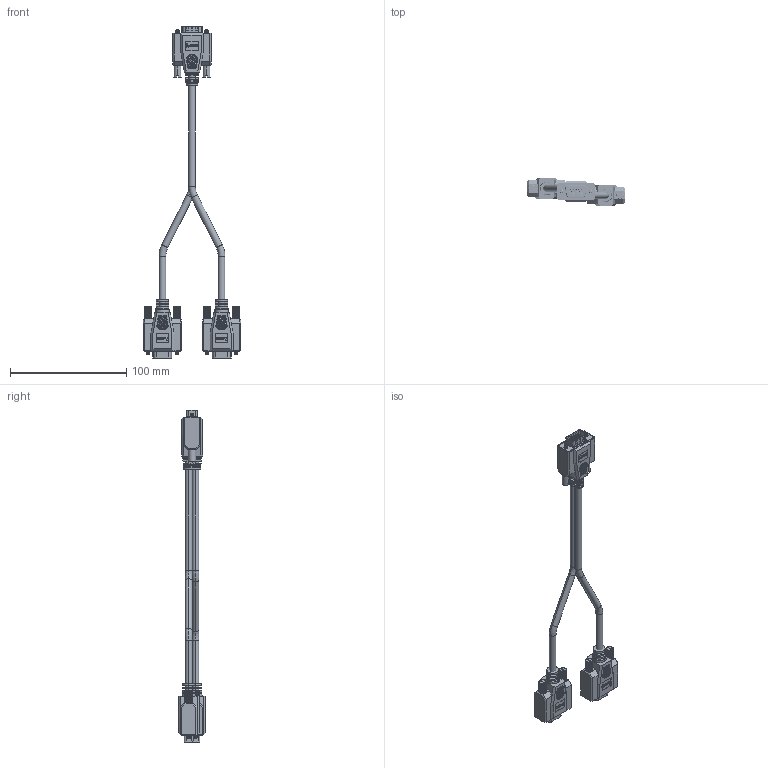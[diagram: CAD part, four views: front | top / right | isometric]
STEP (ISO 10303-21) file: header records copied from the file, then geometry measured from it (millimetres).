
FILE_DESCRIPTION (( 'STEP AP203' ), '1' );
FILE_NAME ('CTL3VGAYMF.STEP', '2010-09-07T18:32:47', ( 'x' ), ( 'Microsoft' ), 'SwSTEP 2.0', 'SolidWorks 2010', '' );
FILE_SCHEMA (( 'CONFIG_CONTROL_DESIGN' ));
Products named in the file (11): MTN-164; CTL3VGAYMF-MA1; 3AB01-148_with logo; MTN-527; CTL3VGAYMF; MTN-527_default; 1AC04-017; 1AJ06-028_SUPRESSED KNURL; MTN-163_logo; SDH15S; 1AJ06-028_CRMN9 Screw
Assembly tree (14 placements, depth 3):
  CTL3VGAYMF
    CTL3VGAYMF-MA1  x2
    MTN-527
      MTN-527_default
      1AJ06-028_SUPRESSED KNURL  x2
      MTN-164
      1AC04-017
    3AB01-148_with logo  x2
      1AJ06-028_CRMN9 Screw
      SDH15S
      MTN-163_logo
Bounding box: 83.47 x 23.77 x 285.33 mm (x, y, z)
Volume: 68262.2 mm3; surface area: 36378.8 mm2
Topology: 15 solids, 15 shells, 7998 faces, 19027 edges, 11215 vertices
Faces by surface type: plane 5013, bspline 1416, cylinder 1383, cone 76, torus 72, sphere 38
Entity records: 130250 total; most frequent: CARTESIAN_POINT 41002, ORIENTED_EDGE 19182, DIRECTION 16531, EDGE_CURVE 9591, VECTOR 6939, LINE 6939, VERTEX_POINT 5503, AXIS2_PLACEMENT_3D 4796
